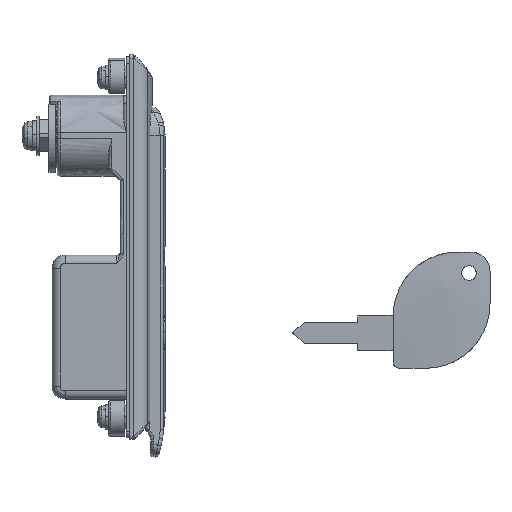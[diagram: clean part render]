
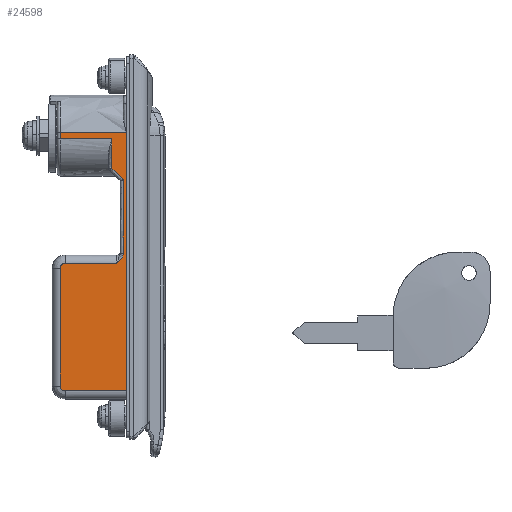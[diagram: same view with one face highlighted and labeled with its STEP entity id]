
A CAD part, left-side view. The second image highlights one B-rep face of the part: STEP entity #24598.
In plain terms, the highlighted free-form (B-spline) face has degree [1, 1] with [2, 2] control points.
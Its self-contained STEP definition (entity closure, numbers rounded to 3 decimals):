
#22011=CARTESIAN_POINT('',(-11.5,28.5,-1.));
#22012=VERTEX_POINT('',#22011);
#22026=CARTESIAN_POINT('',(-11.5,28.5,1.));
#22027=VERTEX_POINT('',#22026);
#22028=CARTESIAN_POINT('',(-11.5,28.5,1.));
#22029=CARTESIAN_POINT('',(-11.5,28.5,-1.));
#22030=QUASI_UNIFORM_CURVE('',1,(#22028,#22029),.UNSPECIFIED.,.F.,.U.);
#22031=EDGE_CURVE('',#22027,#22012,#22030,.T.);
#22444=CARTESIAN_POINT('',(-11.5,8.,10.));
#22445=VERTEX_POINT('',#22444);
#22491=CARTESIAN_POINT('',(-11.5,8.,1.));
#22492=VERTEX_POINT('',#22491);
#22517=CARTESIAN_POINT('',(-11.5,8.,10.));
#22518=CARTESIAN_POINT('',(-11.5,8.,1.));
#22519=QUASI_UNIFORM_CURVE('',1,(#22517,#22518),.UNSPECIFIED.,.F.,.U.);
#22520=EDGE_CURVE('',#22445,#22492,#22519,.T.);
#23047=CARTESIAN_POINT('',(-11.5,9.,-36.338));
#23048=VERTEX_POINT('',#23047);
#23059=CARTESIAN_POINT('',(-11.5,11.,-39.5));
#23060=VERTEX_POINT('',#23059);
#23088=CARTESIAN_POINT('',(-11.5,9.,-36.338));
#23089=CARTESIAN_POINT('',(-11.5,9.,-36.501));
#23090=CARTESIAN_POINT('',(-11.5,9.016,-36.661));
#23091=CARTESIAN_POINT('',(-11.5,9.061,-36.898));
#23092=CARTESIAN_POINT('',(-11.5,9.08,-36.977));
#23093=CARTESIAN_POINT('',(-11.5,9.124,-37.132));
#23094=CARTESIAN_POINT('',(-11.5,9.15,-37.21));
#23095=CARTESIAN_POINT('',(-11.5,9.235,-37.437));
#23096=CARTESIAN_POINT('',(-11.5,9.304,-37.583));
#23097=CARTESIAN_POINT('',(-11.5,9.459,-37.864));
#23098=CARTESIAN_POINT('',(-11.5,9.547,-37.999));
#23099=CARTESIAN_POINT('',(-11.5,9.689,-38.195));
#23100=CARTESIAN_POINT('',(-11.5,9.739,-38.259));
#23101=CARTESIAN_POINT('',(-11.5,9.841,-38.385));
#23102=CARTESIAN_POINT('',(-11.5,9.999,-38.568));
#23103=CARTESIAN_POINT('',(-11.5,10.167,-38.742));
#23104=CARTESIAN_POINT('',(-11.5,10.397,-38.966));
#23105=CARTESIAN_POINT('',(-11.5,10.516,-39.075));
#23106=CARTESIAN_POINT('',(-11.5,10.696,-39.235));
#23107=CARTESIAN_POINT('',(-11.5,10.757,-39.289));
#23108=CARTESIAN_POINT('',(-11.5,10.878,-39.394));
#23109=CARTESIAN_POINT('',(-11.5,10.939,-39.447));
#23110=CARTESIAN_POINT('',(-11.5,11.,-39.5));
#23111=B_SPLINE_CURVE_WITH_KNOTS('',3,(#23088,#23089,#23090,#23091,#23092,#23093,#23094,#23095,#23096,#23097,#23098,#23099,#23100,#23101,#23102,#23103,#23104,#23105,#23106,#23107,#23108,#23109,#23110),.UNSPECIFIED.,.F.,.U.,(4,2,2,2,2,2,2,1,2,2,2,4),(0.0,0.125,0.188,0.25,0.375,0.5,0.562,0.625,0.75,0.875,0.937,1.0),.UNSPECIFIED.);
#23112=EDGE_CURVE('',#23048,#23060,#23111,.T.);
#23134=CARTESIAN_POINT('',(-11.5,9.,-13.586));
#23135=VERTEX_POINT('',#23134);
#23148=CARTESIAN_POINT('',(-11.5,9.,-13.586));
#23149=CARTESIAN_POINT('',(-11.5,9.,-36.338));
#23150=QUASI_UNIFORM_CURVE('',1,(#23148,#23149),.UNSPECIFIED.,.F.,.U.);
#23151=EDGE_CURVE('',#23135,#23048,#23150,.T.);
#23170=CARTESIAN_POINT('',(-11.5,12.516,-10.07));
#23171=VERTEX_POINT('',#23170);
#23187=CARTESIAN_POINT('',(-11.5,12.516,-10.07));
#23188=CARTESIAN_POINT('',(-11.5,9.,-13.586));
#23189=QUASI_UNIFORM_CURVE('',1,(#23187,#23188),.UNSPECIFIED.,.F.,.U.);
#23190=EDGE_CURVE('',#23171,#23135,#23189,.T.);
#23261=CARTESIAN_POINT('',(-11.5,12.516,-1.));
#23262=VERTEX_POINT('',#23261);
#23289=CARTESIAN_POINT('',(-11.5,12.516,-1.));
#23290=CARTESIAN_POINT('',(-11.5,12.516,-10.07));
#23291=QUASI_UNIFORM_CURVE('',1,(#23289,#23290),.UNSPECIFIED.,.F.,.U.);
#23292=EDGE_CURVE('',#23262,#23171,#23291,.T.);
#23840=CARTESIAN_POINT('',(-11.5,7.,10.));
#23841=VERTEX_POINT('',#23840);
#23842=CARTESIAN_POINT('',(-11.5,7.,10.));
#23843=CARTESIAN_POINT('',(-11.5,8.,10.));
#23844=QUASI_UNIFORM_CURVE('',1,(#23842,#23843),.UNSPECIFIED.,.F.,.U.);
#23845=EDGE_CURVE('',#23841,#22445,#23844,.T.);
#23876=CARTESIAN_POINT('',(-11.5,27.,-39.5));
#23877=VERTEX_POINT('',#23876);
#23878=CARTESIAN_POINT('',(-11.5,11.,-39.5));
#23879=CARTESIAN_POINT('',(-11.5,27.,-39.5));
#23880=QUASI_UNIFORM_CURVE('',1,(#23878,#23879),.UNSPECIFIED.,.F.,.U.);
#23881=EDGE_CURVE('',#23060,#23877,#23880,.T.);
#23944=CARTESIAN_POINT('',(-11.5,28.5,-41.));
#23945=VERTEX_POINT('',#23944);
#23959=CARTESIAN_POINT('',(-11.5,27.,-39.5));
#23960=CARTESIAN_POINT('',(-11.5,28.5,-39.5));
#23961=CARTESIAN_POINT('',(-11.5,28.5,-41.));
#23969=(BOUNDED_CURVE()B_SPLINE_CURVE(2,(#23959,#23960,#23961),.UNSPECIFIED.,.F.,.U.)CURVE()GEOMETRIC_REPRESENTATION_ITEM()QUASI_UNIFORM_CURVE()RATIONAL_B_SPLINE_CURVE((1.0,0.707,1.0))REPRESENTATION_ITEM(''));
#23970=EDGE_CURVE('',#23877,#23945,#23969,.T.);
#23991=CARTESIAN_POINT('',(-11.5,28.5,-77.5));
#23992=VERTEX_POINT('',#23991);
#24006=CARTESIAN_POINT('',(-11.5,28.5,-41.));
#24007=CARTESIAN_POINT('',(-11.5,28.5,-77.5));
#24008=QUASI_UNIFORM_CURVE('',1,(#24006,#24007),.UNSPECIFIED.,.F.,.U.);
#24009=EDGE_CURVE('',#23945,#23992,#24008,.T.);
#24051=CARTESIAN_POINT('',(-11.5,27.,-79.0));
#24052=VERTEX_POINT('',#24051);
#24066=CARTESIAN_POINT('',(-11.5,28.5,-77.5));
#24067=CARTESIAN_POINT('',(-11.5,28.5,-79.0));
#24068=CARTESIAN_POINT('',(-11.5,27.,-79.0));
#24076=(BOUNDED_CURVE()B_SPLINE_CURVE(2,(#24066,#24067,#24068),.UNSPECIFIED.,.F.,.U.)CURVE()GEOMETRIC_REPRESENTATION_ITEM()QUASI_UNIFORM_CURVE()RATIONAL_B_SPLINE_CURVE((1.0,0.707,1.0))REPRESENTATION_ITEM(''));
#24077=EDGE_CURVE('',#23992,#24052,#24076,.T.);
#24110=CARTESIAN_POINT('',(-11.5,7.,-79.0));
#24111=VERTEX_POINT('',#24110);
#24127=CARTESIAN_POINT('',(-11.5,27.,-79.0));
#24128=CARTESIAN_POINT('',(-11.5,7.,-79.0));
#24129=QUASI_UNIFORM_CURVE('',1,(#24127,#24128),.UNSPECIFIED.,.F.,.U.);
#24130=EDGE_CURVE('',#24052,#24111,#24129,.T.);
#24463=CARTESIAN_POINT('',(-11.5,28.5,-1.));
#24464=CARTESIAN_POINT('',(-11.5,12.516,-1.));
#24465=QUASI_UNIFORM_CURVE('',1,(#24463,#24464),.UNSPECIFIED.,.F.,.U.);
#24466=EDGE_CURVE('',#22012,#23262,#24465,.T.);
#24504=CARTESIAN_POINT('',(-11.5,28.5,1.));
#24505=CARTESIAN_POINT('',(-11.5,8.,1.));
#24506=QUASI_UNIFORM_CURVE('',1,(#24504,#24505),.UNSPECIFIED.,.F.,.U.);
#24507=EDGE_CURVE('',#22027,#22492,#24506,.T.);
#24572=CARTESIAN_POINT('',(-11.5,5.926,-83.446));
#24573=CARTESIAN_POINT('',(-11.5,29.574,-83.446));
#24574=CARTESIAN_POINT('',(-11.5,5.926,14.446));
#24575=CARTESIAN_POINT('',(-11.5,29.574,14.446));
#24576=B_SPLINE_SURFACE_WITH_KNOTS('',1,1,((#24572,#24574),(#24573,#24575)),.UNSPECIFIED.,.F.,.F.,.U.,(2,2),(2,2),(0.0,23.648),(0.0,97.891),.UNSPECIFIED.);
#24577=ORIENTED_EDGE('',*,*,#24507,.F.);
#24578=ORIENTED_EDGE('',*,*,#22031,.T.);
#24579=ORIENTED_EDGE('',*,*,#24466,.T.);
#24580=ORIENTED_EDGE('',*,*,#23292,.T.);
#24581=ORIENTED_EDGE('',*,*,#23190,.T.);
#24582=ORIENTED_EDGE('',*,*,#23151,.T.);
#24583=ORIENTED_EDGE('',*,*,#23112,.T.);
#24584=ORIENTED_EDGE('',*,*,#23881,.T.);
#24585=ORIENTED_EDGE('',*,*,#23970,.T.);
#24586=ORIENTED_EDGE('',*,*,#24009,.T.);
#24587=ORIENTED_EDGE('',*,*,#24077,.T.);
#24588=ORIENTED_EDGE('',*,*,#24130,.T.);
#24589=CARTESIAN_POINT('',(-11.5,7.,10.));
#24590=CARTESIAN_POINT('',(-11.5,7.,-79.0));
#24591=QUASI_UNIFORM_CURVE('',1,(#24589,#24590),.UNSPECIFIED.,.F.,.U.);
#24592=EDGE_CURVE('',#23841,#24111,#24591,.T.);
#24593=ORIENTED_EDGE('',*,*,#24592,.F.);
#24594=ORIENTED_EDGE('',*,*,#23845,.T.);
#24595=ORIENTED_EDGE('',*,*,#22520,.T.);
#24596=EDGE_LOOP('',(#24577,#24578,#24579,#24580,#24581,#24582,#24583,#24584,#24585,#24586,#24587,#24588,#24593,#24594,#24595));
#24597=FACE_OUTER_BOUND('',#24596,.T.);
#24598=ADVANCED_FACE('',(#24597),#24576,.F.);
